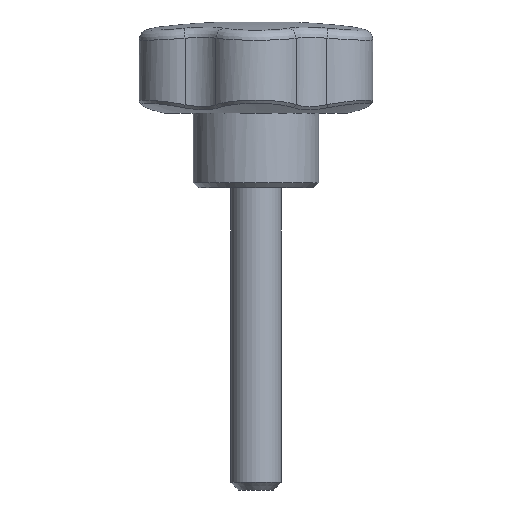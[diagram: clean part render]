
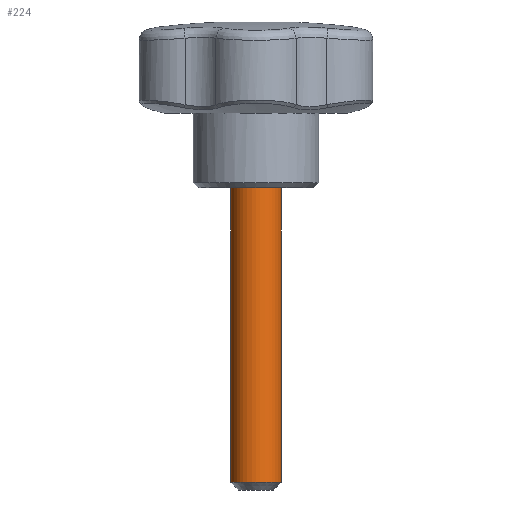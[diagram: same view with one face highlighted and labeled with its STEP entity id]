
A CAD part, front view. The second image highlights one B-rep face of the part: STEP entity #224.
In plain terms, the highlighted cylindrical face has radius 5 mm (diameter 10 mm), a full revolution.
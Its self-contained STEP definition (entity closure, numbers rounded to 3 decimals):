
#224 = ADVANCED_FACE( '', ( #485, #486 ), #487, .T. );
#485 = FACE_OUTER_BOUND( '', #2841, .T. );
#486 = FACE_OUTER_BOUND( '', #2842, .T. );
#487 = CYLINDRICAL_SURFACE( '', #2843, 5. );
#2841 = EDGE_LOOP( '', ( #4123 ) );
#2842 = EDGE_LOOP( '', ( #4124 ) );
#2843 = AXIS2_PLACEMENT_3D( '', #4125, #4126, #4127 );
#4123 = ORIENTED_EDGE( '', *, *, #4593, .T. );
#4124 = ORIENTED_EDGE( '', *, *, #4662, .T. );
#4125 = CARTESIAN_POINT( '', ( 0., 0., 10. ) );
#4126 = DIRECTION( '', ( 0., 0., 1. ) );
#4127 = DIRECTION( '', ( -1., 0., 0. ) );
#4593 = EDGE_CURVE( '', #4967, #4967, #4968, .T. );
#4662 = EDGE_CURVE( '', #5064, #5064, #5065, .F. );
#4967 = VERTEX_POINT( '', #6588 );
#4968 = CIRCLE( '', #6589, 5. );
#5064 = VERTEX_POINT( '', #7141 );
#5065 = CIRCLE( '', #7142, 5. );
#6588 = CARTESIAN_POINT( '', ( 5., 0., -58.5 ) );
#6589 = AXIS2_PLACEMENT_3D( '', #7751, #7752, #7753 );
#7141 = CARTESIAN_POINT( '', ( 5., 0., 0. ) );
#7142 = AXIS2_PLACEMENT_3D( '', #7794, #7795, #7796 );
#7751 = CARTESIAN_POINT( '', ( 0., 0., -58.5 ) );
#7752 = DIRECTION( '', ( 0., 0., 1. ) );
#7753 = DIRECTION( '', ( 1., 0., 0. ) );
#7794 = CARTESIAN_POINT( '', ( 0., 0., 0. ) );
#7795 = DIRECTION( '', ( 0., 0., 1. ) );
#7796 = DIRECTION( '', ( 1., 0., 0. ) );
